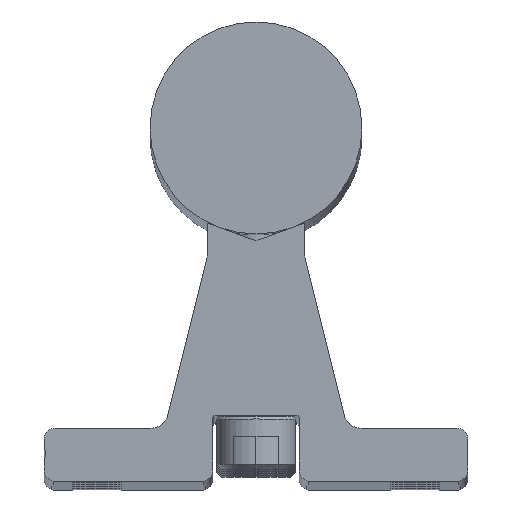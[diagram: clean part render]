
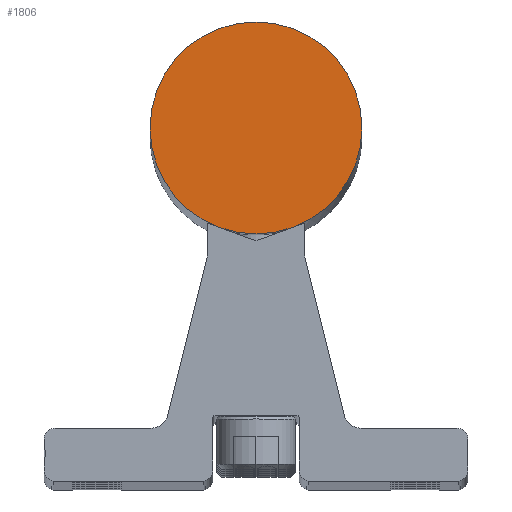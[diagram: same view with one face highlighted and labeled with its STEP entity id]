
A CAD part, top view. The second image highlights one B-rep face of the part: STEP entity #1806.
In plain terms, the highlighted planar face has unit normal (0, 0, 1).
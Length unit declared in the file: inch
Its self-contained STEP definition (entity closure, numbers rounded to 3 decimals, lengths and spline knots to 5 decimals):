
#558 = EDGE_CURVE ( 'NONE', #5433, #2907, #7051, .T. ) ;
#656 = DIRECTION ( 'NONE',  ( 1., 0., 0. ) ) ;
#880 = ORIENTED_EDGE ( 'NONE', *, *, #4772, .T. ) ;
#939 = FACE_OUTER_BOUND ( 'NONE', #6066, .T. ) ;
#1018 = DIRECTION ( 'NONE',  ( 1., 0., 0. ) ) ;
#1220 = CARTESIAN_POINT ( 'NONE',  ( 0., 2.5, 0. ) ) ;
#1632 = DIRECTION ( 'NONE',  ( 0., 0., 1. ) ) ;
#1713 = AXIS2_PLACEMENT_3D ( 'NONE', #5038, #3853, #1018 ) ;
#1806 = ADVANCED_FACE ( 'NONE', ( #939 ), #4338, .T. ) ;
#1868 = CIRCLE ( 'NONE', #7025, 0.75 ) ;
#2287 = CARTESIAN_POINT ( 'NONE',  ( 0.75, 2.5, 0. ) ) ;
#2762 = DIRECTION ( 'NONE',  ( 1., 0., 0. ) ) ;
#2907 = VERTEX_POINT ( 'NONE', #6598 ) ;
#3246 = CARTESIAN_POINT ( 'NONE',  ( 0., 2.5, 0. ) ) ;
#3522 = DIRECTION ( 'NONE',  ( 0., 0., 1. ) ) ;
#3853 = DIRECTION ( 'NONE',  ( 0., 0., 1. ) ) ;
#4077 = AXIS2_PLACEMENT_3D ( 'NONE', #3246, #1632, #2762 ) ;
#4338 = PLANE ( 'NONE',  #4077 ) ;
#4772 = EDGE_CURVE ( 'NONE', #2907, #5433, #1868, .T. ) ;
#5038 = CARTESIAN_POINT ( 'NONE',  ( 0., 2.5, 0. ) ) ;
#5433 = VERTEX_POINT ( 'NONE', #2287 ) ;
#6066 = EDGE_LOOP ( 'NONE', ( #7259, #880 ) ) ;
#6598 = CARTESIAN_POINT ( 'NONE',  ( -0.75, 2.5, 0. ) ) ;
#7025 = AXIS2_PLACEMENT_3D ( 'NONE', #1220, #3522, #656 ) ;
#7051 = CIRCLE ( 'NONE', #1713, 0.75 ) ;
#7259 = ORIENTED_EDGE ( 'NONE', *, *, #558, .T. ) ;
